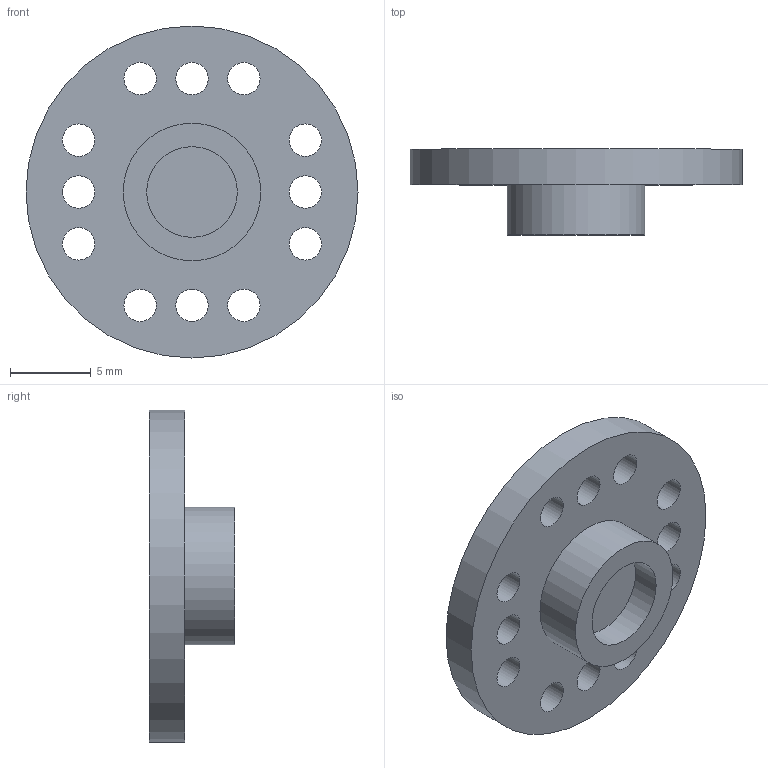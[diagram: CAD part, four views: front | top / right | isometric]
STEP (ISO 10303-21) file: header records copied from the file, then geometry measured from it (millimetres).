
FILE_DESCRIPTION(/* description */ ('FreeCAD Model'),/* implementation_level */ '2;1');
FILE_NAME(/* name */ 'servo handle 4_ipt_99059483.STEP',/* time_stamp */ '2022-08-21T22:15:13-04:00',/* author */ ('Author'),/* organization */ (''),/* preprocessor_version */ 'ST-DEVELOPER v18.1',/* originating_system */ 'Autodesk Inventor 2021',/* authorisation */ 'Unknown');
FILE_SCHEMA (('AUTOMOTIVE_DESIGN { 1 0 10303 214 3 1 1 }'));
Length unit declared in the file: millimetre
Products named in the file (1): servo handle 4
Bounding box: 20.5 x 5.3 x 20.5 mm (x, y, z)
Volume: 774.8 mm3; surface area: 1006.7 mm2
Topology: 1 solids, 1 shells, 20 faces, 46 edges, 31 vertices
Faces by surface type: cylinder 15, plane 5
Full cylindrical faces by diameter (mm): 2 x12, 5.6 x1, 8.5 x1, 20.5 x1
Entity records: 687 total; most frequent: DIRECTION 119, CARTESIAN_POINT 98, ORIENTED_EDGE 92, AXIS2_PLACEMENT_3D 52, EDGE_LOOP 47, EDGE_CURVE 46, CIRCLE 31, VERTEX_POINT 31
